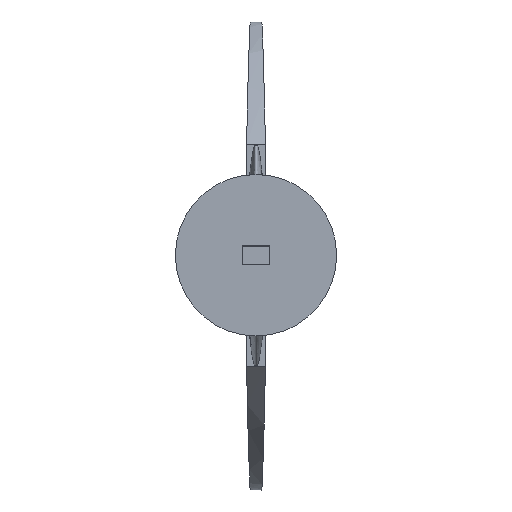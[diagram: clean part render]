
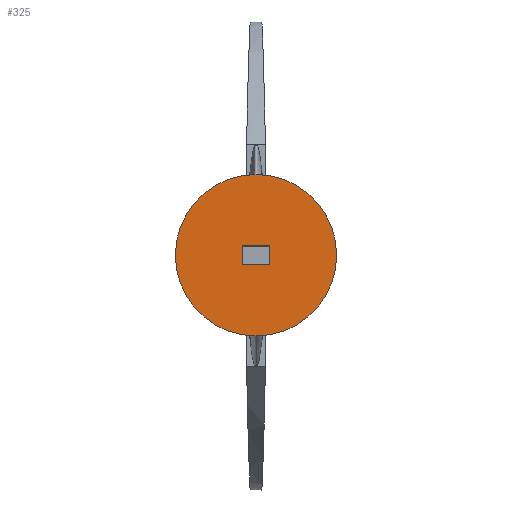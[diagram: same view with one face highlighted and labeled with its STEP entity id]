
A CAD part, top view. The second image highlights one B-rep face of the part: STEP entity #325.
In plain terms, the highlighted planar face has unit normal (0, 0, 1).
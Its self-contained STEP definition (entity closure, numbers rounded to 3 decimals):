
#15=FACE_BOUND('',#85,.T.);
#16=CIRCLE('',#354,30.);
#64=FACE_OUTER_BOUND('',#84,.T.);
#84=EDGE_LOOP('',(#285));
#85=EDGE_LOOP('',(#286,#287,#288,#289));
#87=LINE('',#411,#109);
#91=LINE('',#419,#113);
#94=LINE('',#425,#116);
#97=LINE('',#430,#119);
#109=VECTOR('',#359,17.143);
#113=VECTOR('',#365,17.143);
#116=VECTOR('',#370,17.143);
#119=VECTOR('',#375,17.143);
#131=VERTEX_POINT('',#409);
#132=VERTEX_POINT('',#410);
#135=VERTEX_POINT('',#418);
#137=VERTEX_POINT('',#424);
#158=VERTEX_POINT('',#1274);
#159=EDGE_CURVE('',#131,#132,#87,.T.);
#163=EDGE_CURVE('',#135,#131,#91,.T.);
#166=EDGE_CURVE('',#137,#135,#94,.T.);
#169=EDGE_CURVE('',#132,#137,#97,.T.);
#202=EDGE_CURVE('',#158,#158,#16,.T.);
#285=ORIENTED_EDGE('',*,*,#202,.T.);
#286=ORIENTED_EDGE('',*,*,#159,.T.);
#287=ORIENTED_EDGE('',*,*,#169,.T.);
#288=ORIENTED_EDGE('',*,*,#166,.T.);
#289=ORIENTED_EDGE('',*,*,#163,.T.);
#306=PLANE('',#353);
#325=ADVANCED_FACE('',(#64,#15),#306,.T.);
#353=AXIS2_PLACEMENT_3D('',#1273,#402,#403);
#354=AXIS2_PLACEMENT_3D('',#1275,#404,#405);
#359=DIRECTION('',(0.,1.,0.));
#365=DIRECTION('',(-1.,0.,0.));
#370=DIRECTION('',(0.,-1.,0.));
#375=DIRECTION('',(1.,0.,0.));
#402=DIRECTION('center_axis',(0.,0.,1.));
#403=DIRECTION('ref_axis',(1.,0.,0.));
#404=DIRECTION('center_axis',(0.,0.,1.));
#405=DIRECTION('ref_axis',(1.,0.,0.));
#409=CARTESIAN_POINT('',(2.853,0.848,-219.5));
#410=CARTESIAN_POINT('',(2.853,7.705,-219.5));
#411=CARTESIAN_POINT('',(2.853,2.562,-219.5));
#418=CARTESIAN_POINT('',(13.139,0.848,-219.5));
#419=CARTESIAN_POINT('',(10.567,0.848,-219.5));
#424=CARTESIAN_POINT('',(13.139,7.705,-219.5));
#425=CARTESIAN_POINT('',(13.139,5.991,-219.5));
#430=CARTESIAN_POINT('',(5.425,7.705,-219.5));
#1273=CARTESIAN_POINT('Origin',(7.996,4.276,-219.5));
#1274=CARTESIAN_POINT('',(7.996,-25.724,-219.5));
#1275=CARTESIAN_POINT('Origin',(7.996,4.276,-219.5));
